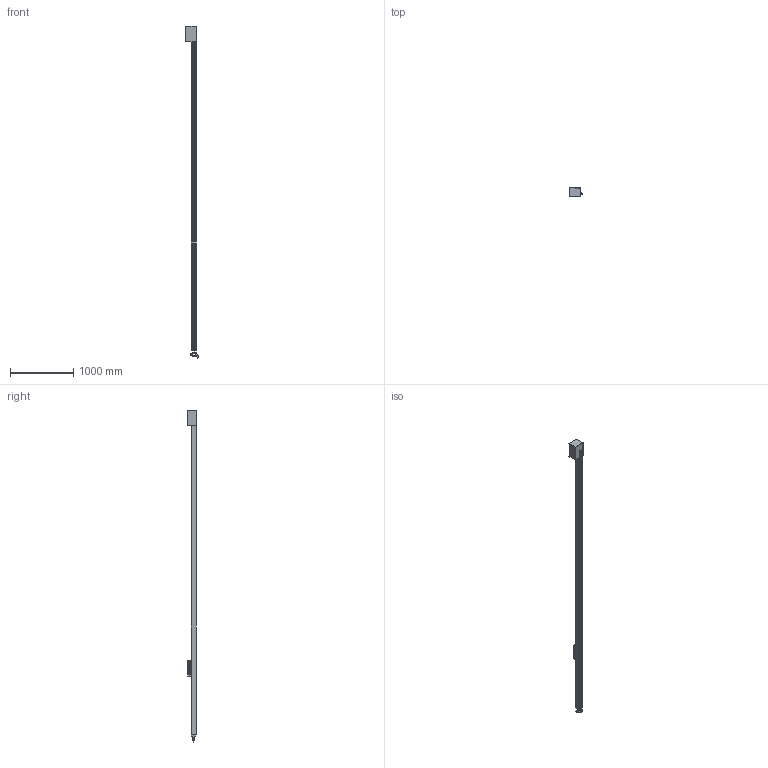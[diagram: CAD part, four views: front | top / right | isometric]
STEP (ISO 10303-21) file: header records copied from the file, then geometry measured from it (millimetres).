
FILE_DESCRIPTION (( 'STEP AP214' ), '1' );
FILE_NAME ('380.701.001_5m_Manipulator_Step.STEP', '2020-07-28T07:15:36', ( '' ), ( '' ), 'SwSTEP 2.0', 'SolidWorks 2020', '' );
FILE_SCHEMA (( 'AUTOMOTIVE_DESIGN' ));
Length unit declared in the file: millimetre
Products named in the file (1): 380.701.001_5m_Manipulator_Step
Bounding box: 205.78 x 147.4 x 5238.8 mm (x, y, z)
Surface area: 2551793.8 mm2 (no closed solid volume)
Topology: 0 solids, 40 shells, 330 faces, 1406 edges, 1078 vertices
Faces by surface type: plane 165, cylinder 130, bspline 29, cone 2, torus 2, sphere 2
Entity records: 20516 total; most frequent: CARTESIAN_POINT 5583, DIRECTION 2334, ORIENTED_EDGE 2041, EDGE_CURVE 1402, VERTEX_POINT 1078, AXIS2_PLACEMENT_3D 791, VECTOR 752, LINE 752
